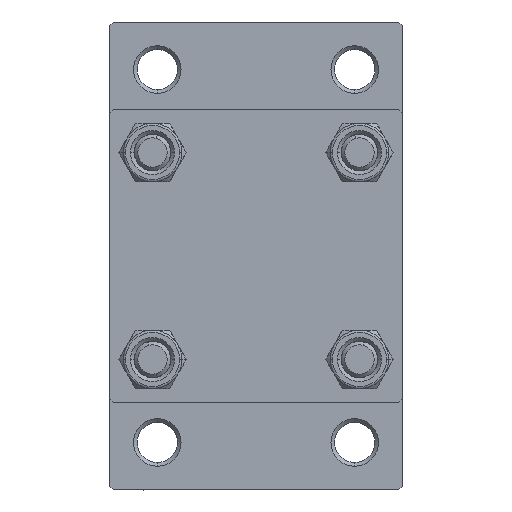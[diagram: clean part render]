
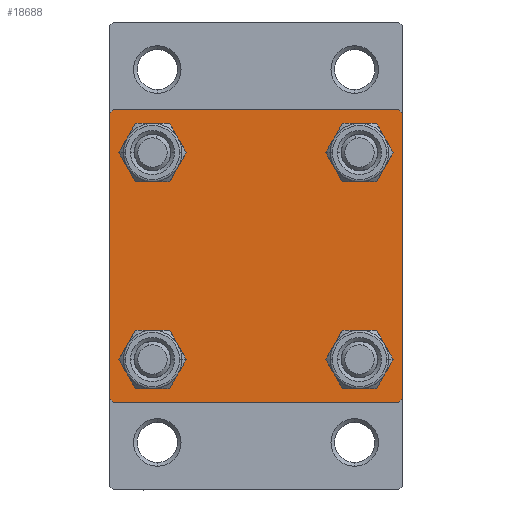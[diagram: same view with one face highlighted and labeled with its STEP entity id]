
A CAD part, left-side view. The second image highlights one B-rep face of the part: STEP entity #18688.
In plain terms, the highlighted planar face has unit normal (-1, 0, 0).
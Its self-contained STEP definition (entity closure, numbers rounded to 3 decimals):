
#602 = ORIENTED_EDGE ( 'NONE', *, *, #13682, .T. ) ;
#710 = CARTESIAN_POINT ( 'NONE',  ( 0., 14.15, -17.15 ) ) ;
#803 = LINE ( 'NONE', #3771, #47805 ) ;
#910 = EDGE_CURVE ( 'NONE', #11216, #19231, #25262, .T. ) ;
#1517 = LINE ( 'NONE', #16558, #3127 ) ;
#2174 = ORIENTED_EDGE ( 'NONE', *, *, #29116, .T. ) ;
#2249 = ORIENTED_EDGE ( 'NONE', *, *, #33693, .T. ) ;
#2971 = AXIS2_PLACEMENT_3D ( 'NONE', #27644, #27400, #42434 ) ;
#2991 = DIRECTION ( 'NONE',  ( 0., 0., 1. ) ) ;
#3011 = LINE ( 'NONE', #18052, #15838 ) ;
#3127 = VECTOR ( 'NONE', #42902, 1000. ) ;
#3771 = CARTESIAN_POINT ( 'NONE',  ( 0., -19.75, -19.75 ) ) ;
#4577 = DIRECTION ( 'NONE',  ( 0., 0., -1. ) ) ;
#4864 = EDGE_CURVE ( 'NONE', #43402, #30810, #37637, .T. ) ;
#4947 = AXIS2_PLACEMENT_3D ( 'NONE', #28005, #31215, #8544 ) ;
#5640 = LINE ( 'NONE', #34971, #37196 ) ;
#5929 = EDGE_CURVE ( 'NONE', #14159, #47509, #803, .T. ) ;
#6049 = CARTESIAN_POINT ( 'NONE',  ( 0., -20., 20. ) ) ;
#6451 = DIRECTION ( 'NONE',  ( 0., -0.707, -0.707 ) ) ;
#6473 = ORIENTED_EDGE ( 'NONE', *, *, #22235, .T. ) ;
#6794 = CARTESIAN_POINT ( 'NONE',  ( 0., -19.5, -20. ) ) ;
#6890 = EDGE_LOOP ( 'NONE', ( #26074, #46643 ) ) ;
#8391 = VECTOR ( 'NONE', #27494, 1000. ) ;
#8544 = DIRECTION ( 'NONE',  ( 0., 0., 1. ) ) ;
#8793 = FACE_BOUND ( 'NONE', #36904, .T. ) ;
#9000 = EDGE_CURVE ( 'NONE', #32543, #47509, #32900, .T. ) ;
#9792 = EDGE_LOOP ( 'NONE', ( #19583, #2174 ) ) ;
#10095 = CARTESIAN_POINT ( 'NONE',  ( 0., 14.15, -14.15 ) ) ;
#10806 = ORIENTED_EDGE ( 'NONE', *, *, #15414, .T. ) ;
#11216 = VERTEX_POINT ( 'NONE', #26532 ) ;
#11421 = DIRECTION ( 'NONE',  ( 0., 0.707, 0.707 ) ) ;
#11435 = VERTEX_POINT ( 'NONE', #46363 ) ;
#11465 = EDGE_CURVE ( 'NONE', #22874, #38422, #1517, .T. ) ;
#12050 = ORIENTED_EDGE ( 'NONE', *, *, #11465, .F. ) ;
#12257 = PLANE ( 'NONE',  #4947 ) ;
#12322 = DIRECTION ( 'NONE',  ( 1., 0., 0. ) ) ;
#13227 = FACE_BOUND ( 'NONE', #27382, .T. ) ;
#13682 = EDGE_CURVE ( 'NONE', #47232, #34727, #37022, .T. ) ;
#13998 = DIRECTION ( 'NONE',  ( 1., 0., 0. ) ) ;
#14159 = VERTEX_POINT ( 'NONE', #6794 ) ;
#14624 = CARTESIAN_POINT ( 'NONE',  ( 0., 14.15, 17.15 ) ) ;
#15122 = CARTESIAN_POINT ( 'NONE',  ( 0., -19.75, 19.75 ) ) ;
#15414 = EDGE_CURVE ( 'NONE', #21500, #22917, #3011, .T. ) ;
#15634 = AXIS2_PLACEMENT_3D ( 'NONE', #26275, #33425, #33176 ) ;
#15838 = VECTOR ( 'NONE', #6451, 1000. ) ;
#15959 = FACE_BOUND ( 'NONE', #6890, .T. ) ;
#16453 = FACE_OUTER_BOUND ( 'NONE', #23877, .T. ) ;
#16558 = CARTESIAN_POINT ( 'NONE',  ( 0., 20., 20. ) ) ;
#16630 = CARTESIAN_POINT ( 'NONE',  ( 0., 19.5, 20. ) ) ;
#16778 = CARTESIAN_POINT ( 'NONE',  ( 0., 14.15, 14.15 ) ) ;
#17258 = DIRECTION ( 'NONE',  ( 0., 0., 1. ) ) ;
#17686 = CARTESIAN_POINT ( 'NONE',  ( 0., -14.15, -11.15 ) ) ;
#18052 = CARTESIAN_POINT ( 'NONE',  ( 0., 19.75, -19.75 ) ) ;
#18108 = VERTEX_POINT ( 'NONE', #710 ) ;
#18367 = CIRCLE ( 'NONE', #31806, 3. ) ;
#18406 = AXIS2_PLACEMENT_3D ( 'NONE', #10095, #20704, #35729 ) ;
#18688 = ADVANCED_FACE ( 'NONE', ( #13227, #27523, #15959, #8793, #16453 ), #12257, .T. ) ;
#18723 = ORIENTED_EDGE ( 'NONE', *, *, #5929, .T. ) ;
#19150 = AXIS2_PLACEMENT_3D ( 'NONE', #47508, #13998, #21619 ) ;
#19231 = VERTEX_POINT ( 'NONE', #33028 ) ;
#19583 = ORIENTED_EDGE ( 'NONE', *, *, #4864, .T. ) ;
#19984 = CIRCLE ( 'NONE', #18406, 3. ) ;
#20673 = DIRECTION ( 'NONE',  ( 0., -1., 0. ) ) ;
#20704 = DIRECTION ( 'NONE',  ( 1., 0., 0. ) ) ;
#21490 = CIRCLE ( 'NONE', #19150, 3. ) ;
#21500 = VERTEX_POINT ( 'NONE', #45121 ) ;
#21619 = DIRECTION ( 'NONE',  ( 0., 0., 1. ) ) ;
#21905 = CARTESIAN_POINT ( 'NONE',  ( 0., 14.15, 11.15 ) ) ;
#22235 = EDGE_CURVE ( 'NONE', #22917, #14159, #5640, .T. ) ;
#22633 = ORIENTED_EDGE ( 'NONE', *, *, #9000, .F. ) ;
#22795 = CARTESIAN_POINT ( 'NONE',  ( 0., -19.5, 20. ) ) ;
#22874 = VERTEX_POINT ( 'NONE', #16630 ) ;
#22917 = VERTEX_POINT ( 'NONE', #44610 ) ;
#22975 = ORIENTED_EDGE ( 'NONE', *, *, #46762, .T. ) ;
#22984 = DIRECTION ( 'NONE',  ( 0., -0.707, 0.707 ) ) ;
#23877 = EDGE_LOOP ( 'NONE', ( #41713, #10806, #6473, #18723, #22633, #42309, #12050, #27192 ) ) ;
#23904 = EDGE_CURVE ( 'NONE', #32543, #38422, #45171, .T. ) ;
#24441 = AXIS2_PLACEMENT_3D ( 'NONE', #16778, #46836, #17258 ) ;
#25262 = CIRCLE ( 'NONE', #37875, 3. ) ;
#26074 = ORIENTED_EDGE ( 'NONE', *, *, #26571, .T. ) ;
#26275 = CARTESIAN_POINT ( 'NONE',  ( 0., -14.15, -14.15 ) ) ;
#26532 = CARTESIAN_POINT ( 'NONE',  ( 0., -14.15, 17.15 ) ) ;
#26571 = EDGE_CURVE ( 'NONE', #36358, #18108, #38894, .T. ) ;
#27192 = ORIENTED_EDGE ( 'NONE', *, *, #40415, .T. ) ;
#27382 = EDGE_LOOP ( 'NONE', ( #37499, #22975 ) ) ;
#27387 = CIRCLE ( 'NONE', #2971, 3. ) ;
#27400 = DIRECTION ( 'NONE',  ( 1., 0., 0. ) ) ;
#27494 = DIRECTION ( 'NONE',  ( 0., 0.707, -0.707 ) ) ;
#27523 = FACE_BOUND ( 'NONE', #9792, .T. ) ;
#27644 = CARTESIAN_POINT ( 'NONE',  ( 0., -14.15, 14.15 ) ) ;
#27821 = VECTOR ( 'NONE', #11421, 1000. ) ;
#28005 = CARTESIAN_POINT ( 'NONE',  ( 0., 0., 0. ) ) ;
#29116 = EDGE_CURVE ( 'NONE', #30810, #43402, #21490, .T. ) ;
#29252 = DIRECTION ( 'NONE',  ( 1., 0., 0. ) ) ;
#29492 = DIRECTION ( 'NONE',  ( 0., 0., 1. ) ) ;
#30810 = VERTEX_POINT ( 'NONE', #32690 ) ;
#31215 = DIRECTION ( 'NONE',  ( -1., 0., 0. ) ) ;
#31806 = AXIS2_PLACEMENT_3D ( 'NONE', #32805, #36984, #2991 ) ;
#32543 = VERTEX_POINT ( 'NONE', #45141 ) ;
#32690 = CARTESIAN_POINT ( 'NONE',  ( 0., -14.15, -17.15 ) ) ;
#32805 = CARTESIAN_POINT ( 'NONE',  ( 0., 14.15, 14.15 ) ) ;
#32900 = LINE ( 'NONE', #6049, #42386 ) ;
#33028 = CARTESIAN_POINT ( 'NONE',  ( 0., -14.15, 11.15 ) ) ;
#33176 = DIRECTION ( 'NONE',  ( 0., 0., 1. ) ) ;
#33425 = DIRECTION ( 'NONE',  ( 1., 0., 0. ) ) ;
#33693 = EDGE_CURVE ( 'NONE', #34727, #47232, #18367, .T. ) ;
#33922 = EDGE_CURVE ( 'NONE', #18108, #36358, #19984, .T. ) ;
#34727 = VERTEX_POINT ( 'NONE', #21905 ) ;
#34971 = CARTESIAN_POINT ( 'NONE',  ( 0., 20., -20. ) ) ;
#35121 = LINE ( 'NONE', #46224, #8391 ) ;
#35729 = DIRECTION ( 'NONE',  ( 0., 0., 1. ) ) ;
#36358 = VERTEX_POINT ( 'NONE', #38104 ) ;
#36904 = EDGE_LOOP ( 'NONE', ( #602, #2249 ) ) ;
#36984 = DIRECTION ( 'NONE',  ( 1., 0., 0. ) ) ;
#37022 = CIRCLE ( 'NONE', #24441, 3. ) ;
#37196 = VECTOR ( 'NONE', #20673, 1000. ) ;
#37499 = ORIENTED_EDGE ( 'NONE', *, *, #910, .T. ) ;
#37637 = CIRCLE ( 'NONE', #15634, 3. ) ;
#37875 = AXIS2_PLACEMENT_3D ( 'NONE', #40582, #29252, #29492 ) ;
#38104 = CARTESIAN_POINT ( 'NONE',  ( 0., 14.15, -11.15 ) ) ;
#38422 = VERTEX_POINT ( 'NONE', #22795 ) ;
#38576 = CARTESIAN_POINT ( 'NONE',  ( 0., 20., 20. ) ) ;
#38672 = DIRECTION ( 'NONE',  ( 0., 0., 1. ) ) ;
#38894 = CIRCLE ( 'NONE', #45190, 3. ) ;
#40313 = EDGE_CURVE ( 'NONE', #11435, #21500, #42767, .T. ) ;
#40415 = EDGE_CURVE ( 'NONE', #22874, #11435, #35121, .T. ) ;
#40582 = CARTESIAN_POINT ( 'NONE',  ( 0., -14.15, 14.15 ) ) ;
#41713 = ORIENTED_EDGE ( 'NONE', *, *, #40313, .T. ) ;
#42309 = ORIENTED_EDGE ( 'NONE', *, *, #23904, .T. ) ;
#42386 = VECTOR ( 'NONE', #43988, 1000. ) ;
#42406 = CARTESIAN_POINT ( 'NONE',  ( 0., -20., -19.5 ) ) ;
#42434 = DIRECTION ( 'NONE',  ( 0., 0., 1. ) ) ;
#42767 = LINE ( 'NONE', #38576, #45379 ) ;
#42902 = DIRECTION ( 'NONE',  ( 0., -1., 0. ) ) ;
#43402 = VERTEX_POINT ( 'NONE', #17686 ) ;
#43988 = DIRECTION ( 'NONE',  ( 0., 0., -1. ) ) ;
#44610 = CARTESIAN_POINT ( 'NONE',  ( 0., 19.5, -20. ) ) ;
#45121 = CARTESIAN_POINT ( 'NONE',  ( 0., 20., -19.5 ) ) ;
#45141 = CARTESIAN_POINT ( 'NONE',  ( 0., -20., 19.5 ) ) ;
#45171 = LINE ( 'NONE', #15122, #27821 ) ;
#45190 = AXIS2_PLACEMENT_3D ( 'NONE', #46074, #12322, #38672 ) ;
#45379 = VECTOR ( 'NONE', #4577, 1000. ) ;
#46074 = CARTESIAN_POINT ( 'NONE',  ( 0., 14.15, -14.15 ) ) ;
#46224 = CARTESIAN_POINT ( 'NONE',  ( 0., 19.75, 19.75 ) ) ;
#46363 = CARTESIAN_POINT ( 'NONE',  ( 0., 20., 19.5 ) ) ;
#46643 = ORIENTED_EDGE ( 'NONE', *, *, #33922, .T. ) ;
#46762 = EDGE_CURVE ( 'NONE', #19231, #11216, #27387, .T. ) ;
#46836 = DIRECTION ( 'NONE',  ( 1., 0., 0. ) ) ;
#47232 = VERTEX_POINT ( 'NONE', #14624 ) ;
#47508 = CARTESIAN_POINT ( 'NONE',  ( 0., -14.15, -14.15 ) ) ;
#47509 = VERTEX_POINT ( 'NONE', #42406 ) ;
#47805 = VECTOR ( 'NONE', #22984, 1000. ) ;
